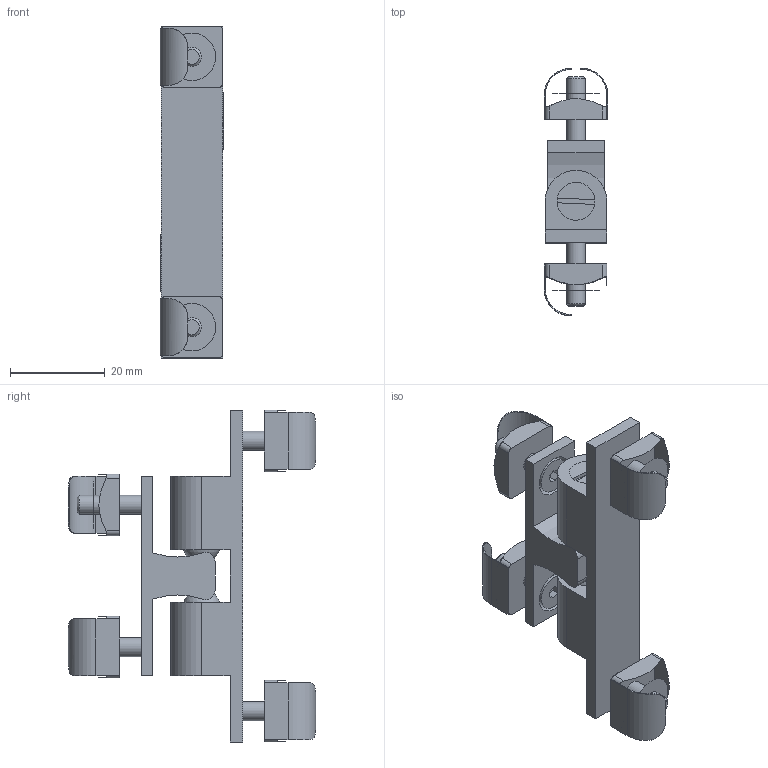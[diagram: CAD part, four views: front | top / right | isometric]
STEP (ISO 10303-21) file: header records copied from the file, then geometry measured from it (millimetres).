
FILE_DESCRIPTION(/* description */ ('Kugelschnäpper 70 F'),/* implementation_level */ '2;1');
FILE_NAME(/* name */ 'ZEI_CAD_211757-2-REV00_#SALL_#AIN_#V1.step',/* time_stamp */ '2022-10-10T06:58:16+02:00',/* author */ ('MiniTec'),/* organization */ ('MiniTec GmbH & Co.KG'),/* preprocessor_version */ 'ST-DEVELOPER v18.1',/* originating_system */ 'Autodesk Inventor 2021',/* authorisation */ '');
FILE_SCHEMA (('CONFIG_CONTROL_DESIGN'));
Length unit declared in the file: millimetre
Products named in the file (6): MTW_1-00056722; 21-1757-1FZ.000; leer; leer_1; leer_2; 21-1351-2FZ.005
Assembly tree (11 placements, depth 3):
  MTW_1-00056722
    21-1757-1FZ.000
      leer
      leer_1
    leer_2  x4
    21-1351-2FZ.005  x4
Bounding box: 13.4 x 52.1 x 70 mm (x, y, z)
Volume: 12707.1 mm3; surface area: 10837.6 mm2
Topology: 12 solids, 12 shells, 190 faces, 490 edges, 324 vertices
Faces by surface type: plane 104, cylinder 62, cone 20, sphere 4
Full cylindrical faces by diameter (mm): 4 x8, 4.2 x2, 4.3 x2, 7.53 x4, 8 x4
Entity records: 3025 total; most frequent: CARTESIAN_POINT 590, DIRECTION 483, ORIENTED_EDGE 442, EDGE_CURVE 221, AXIS2_PLACEMENT_3D 177, VERTEX_POINT 147, LINE 129, VECTOR 129
